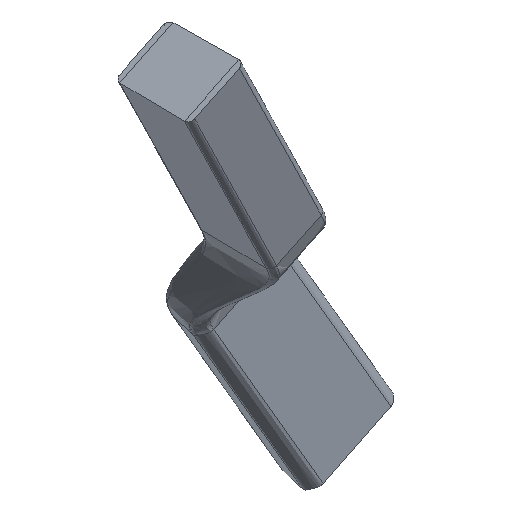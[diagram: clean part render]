
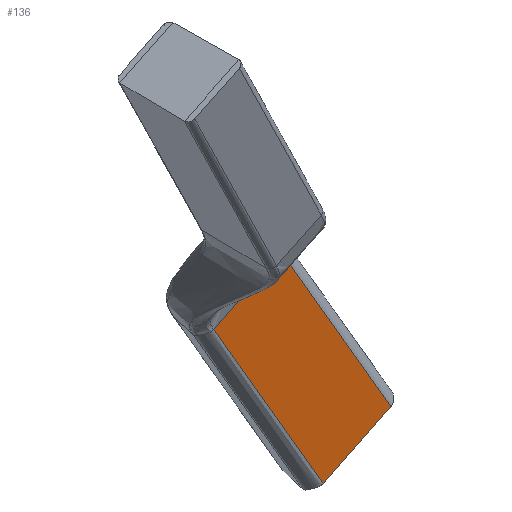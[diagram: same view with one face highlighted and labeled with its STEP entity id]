
A CAD part, isometric view. The second image highlights one B-rep face of the part: STEP entity #136.
In plain terms, the highlighted free-form (B-spline) face has degree [5, 5] with [6, 6] control points.
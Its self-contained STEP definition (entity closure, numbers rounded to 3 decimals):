
#54=CARTESIAN_POINT('Control Point',(618.311,51.315,118.663)) ;
#55=CARTESIAN_POINT('Control Point',(629.172,51.315,123.943)) ;
#56=CARTESIAN_POINT('Control Point',(640.033,51.315,129.223)) ;
#57=CARTESIAN_POINT('Control Point',(650.894,51.315,134.503)) ;
#58=CARTESIAN_POINT('Control Point',(661.755,51.315,139.783)) ;
#59=CARTESIAN_POINT('Control Point',(672.616,51.315,145.064)) ;
#60=CARTESIAN_POINT('Control Point',(606.314,56.897,143.339)) ;
#61=CARTESIAN_POINT('Control Point',(617.175,56.897,148.619)) ;
#62=CARTESIAN_POINT('Control Point',(628.036,56.897,153.899)) ;
#63=CARTESIAN_POINT('Control Point',(638.897,56.897,159.179)) ;
#64=CARTESIAN_POINT('Control Point',(649.758,56.897,164.46)) ;
#65=CARTESIAN_POINT('Control Point',(660.619,56.897,169.74)) ;
#66=CARTESIAN_POINT('Control Point',(594.318,62.48,168.015)) ;
#67=CARTESIAN_POINT('Control Point',(605.179,62.48,173.295)) ;
#68=CARTESIAN_POINT('Control Point',(616.039,62.48,178.576)) ;
#69=CARTESIAN_POINT('Control Point',(626.9,62.48,183.856)) ;
#70=CARTESIAN_POINT('Control Point',(637.761,62.48,189.136)) ;
#71=CARTESIAN_POINT('Control Point',(648.622,62.48,194.416)) ;
#72=CARTESIAN_POINT('Control Point',(582.321,68.062,192.692)) ;
#73=CARTESIAN_POINT('Control Point',(593.182,68.062,197.972)) ;
#74=CARTESIAN_POINT('Control Point',(604.043,68.062,203.252)) ;
#75=CARTESIAN_POINT('Control Point',(614.904,68.062,208.532)) ;
#76=CARTESIAN_POINT('Control Point',(625.764,68.062,213.812)) ;
#77=CARTESIAN_POINT('Control Point',(636.625,68.062,219.092)) ;
#78=CARTESIAN_POINT('Control Point',(570.325,73.644,217.368)) ;
#79=CARTESIAN_POINT('Control Point',(581.185,73.644,222.648)) ;
#80=CARTESIAN_POINT('Control Point',(592.046,73.644,227.928)) ;
#81=CARTESIAN_POINT('Control Point',(602.907,73.644,233.208)) ;
#82=CARTESIAN_POINT('Control Point',(613.767,73.644,238.488)) ;
#83=CARTESIAN_POINT('Control Point',(624.628,73.644,243.768)) ;
#84=CARTESIAN_POINT('Control Point',(558.328,79.226,242.044)) ;
#85=CARTESIAN_POINT('Control Point',(569.189,79.226,247.324)) ;
#86=CARTESIAN_POINT('Control Point',(580.049,79.226,252.604)) ;
#87=CARTESIAN_POINT('Control Point',(590.91,79.226,257.884)) ;
#88=CARTESIAN_POINT('Control Point',(601.771,79.226,263.164)) ;
#89=CARTESIAN_POINT('Control Point',(612.631,79.226,268.444)) ;
#91=CARTESIAN_POINT('Control Point',(618.311,51.315,118.663)) ;
#92=CARTESIAN_POINT('Control Point',(606.314,56.897,143.339)) ;
#93=CARTESIAN_POINT('Control Point',(594.318,62.48,168.015)) ;
#94=CARTESIAN_POINT('Control Point',(582.321,68.062,192.692)) ;
#95=CARTESIAN_POINT('Control Point',(570.325,73.644,217.368)) ;
#96=CARTESIAN_POINT('Control Point',(558.328,79.226,242.044)) ;
#97=CARTESIAN_POINT('Vertex',(618.311,51.315,118.663)) ;
#99=CARTESIAN_POINT('Vertex',(558.328,79.226,242.044)) ;
#103=CARTESIAN_POINT('Control Point',(558.328,79.226,242.044)) ;
#104=CARTESIAN_POINT('Control Point',(569.189,79.226,247.324)) ;
#105=CARTESIAN_POINT('Control Point',(580.049,79.226,252.604)) ;
#106=CARTESIAN_POINT('Control Point',(590.91,79.226,257.884)) ;
#107=CARTESIAN_POINT('Control Point',(601.771,79.226,263.164)) ;
#108=CARTESIAN_POINT('Control Point',(612.631,79.226,268.444)) ;
#109=CARTESIAN_POINT('Vertex',(612.631,79.226,268.444)) ;
#113=CARTESIAN_POINT('Control Point',(672.616,51.315,145.064)) ;
#114=CARTESIAN_POINT('Control Point',(660.619,56.897,169.74)) ;
#115=CARTESIAN_POINT('Control Point',(648.622,62.48,194.416)) ;
#116=CARTESIAN_POINT('Control Point',(636.625,68.062,219.092)) ;
#117=CARTESIAN_POINT('Control Point',(624.628,73.644,243.768)) ;
#118=CARTESIAN_POINT('Control Point',(612.631,79.226,268.444)) ;
#119=CARTESIAN_POINT('Vertex',(672.616,51.315,145.064)) ;
#123=CARTESIAN_POINT('Control Point',(618.311,51.315,118.663)) ;
#124=CARTESIAN_POINT('Control Point',(629.172,51.315,123.943)) ;
#125=CARTESIAN_POINT('Control Point',(640.033,51.315,129.223)) ;
#126=CARTESIAN_POINT('Control Point',(650.894,51.315,134.503)) ;
#127=CARTESIAN_POINT('Control Point',(661.755,51.315,139.783)) ;
#128=CARTESIAN_POINT('Control Point',(672.616,51.315,145.064)) ;
#131=ORIENTED_EDGE('',*,*,#101,.T.) ;
#132=ORIENTED_EDGE('',*,*,#111,.T.) ;
#133=ORIENTED_EDGE('',*,*,#121,.T.) ;
#134=ORIENTED_EDGE('',*,*,#129,.T.) ;
#136=ADVANCED_FACE('Surface.55',(#135),#53,.T.) ;
#90=B_SPLINE_CURVE_WITH_KNOTS('',5,(#91,#92,#93,#94,#95,#96),.UNSPECIFIED.,.F.,.U.,(6,6),(0.,140.),.UNSPECIFIED.) ;
#102=B_SPLINE_CURVE_WITH_KNOTS('',5,(#103,#104,#105,#106,#107,#108),.UNSPECIFIED.,.F.,.U.,(6,6),(0.,60.381),.UNSPECIFIED.) ;
#112=B_SPLINE_CURVE_WITH_KNOTS('',5,(#113,#114,#115,#116,#117,#118),.UNSPECIFIED.,.F.,.U.,(6,6),(0.,140.),.UNSPECIFIED.) ;
#122=B_SPLINE_CURVE_WITH_KNOTS('',5,(#123,#124,#125,#126,#127,#128),.UNSPECIFIED.,.F.,.U.,(6,6),(0.,60.381),.UNSPECIFIED.) ;
#53=B_SPLINE_SURFACE_WITH_KNOTS('',5,5,((#54,#55,#56,#57,#58,#59),(#60,#61,#62,#63,#64,#65),(#66,#67,#68,#69,#70,#71),(#72,#73,#74,#75,#76,#77),(#78,#79,#80,#81,#82,#83),(#84,#85,#86,#87,#88,#89)),.UNSPECIFIED.,.F.,.F.,.U.,(6,6),(6,6),(0.,140.),(0.,60.381),.UNSPECIFIED.) ;
#101=EDGE_CURVE('',#98,#100,#90,.T.) ;
#111=EDGE_CURVE('',#100,#110,#102,.T.) ;
#121=EDGE_CURVE('',#110,#120,#112,.F.) ;
#129=EDGE_CURVE('',#120,#98,#122,.F.) ;
#130=EDGE_LOOP('',(#131,#132,#133,#134)) ;
#135=FACE_OUTER_BOUND('',#130,.T.) ;
#98=VERTEX_POINT('',#97) ;
#100=VERTEX_POINT('',#99) ;
#110=VERTEX_POINT('',#109) ;
#120=VERTEX_POINT('',#119) ;
